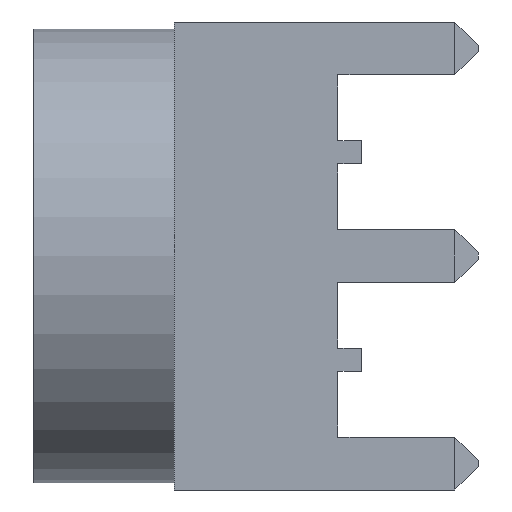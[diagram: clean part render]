
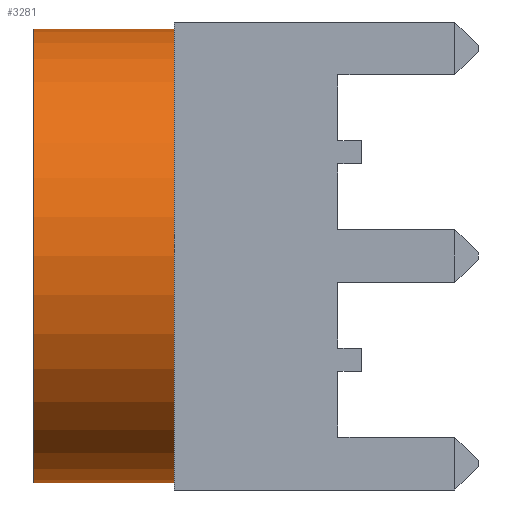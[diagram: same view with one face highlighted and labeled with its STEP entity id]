
A CAD part, left-side view. The second image highlights one B-rep face of the part: STEP entity #3281.
In plain terms, the highlighted cylindrical face has radius 4.85 mm (diameter 9.7 mm), a partial arc.
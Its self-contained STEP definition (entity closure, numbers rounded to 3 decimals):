
#473 = CARTESIAN_POINT ( 'NONE',  ( 0., 7., 4.85 ) ) ;
#521 = CARTESIAN_POINT ( 'NONE',  ( 0., 4., 0. ) ) ;
#543 = VERTEX_POINT ( 'NONE', #473 ) ;
#585 = DIRECTION ( 'NONE',  ( 0., -1., 0. ) ) ;
#613 = EDGE_CURVE ( 'NONE', #4531, #2941, #4754, .T. ) ;
#1460 = ORIENTED_EDGE ( 'NONE', *, *, #613, .T. ) ;
#1553 = FACE_OUTER_BOUND ( 'NONE', #4851, .T. ) ;
#1825 = CIRCLE ( 'NONE', #2106, 4.85 ) ;
#1872 = CARTESIAN_POINT ( 'NONE',  ( 0., -3.954, 0. ) ) ;
#2106 = AXIS2_PLACEMENT_3D ( 'NONE', #2340, #4953, #3218 ) ;
#2340 = CARTESIAN_POINT ( 'NONE',  ( 0., 7., 0. ) ) ;
#2387 = CARTESIAN_POINT ( 'NONE',  ( 0., -3.954, -4.85 ) ) ;
#2621 = CARTESIAN_POINT ( 'NONE',  ( 0., -3.954, 4.85 ) ) ;
#2784 = VERTEX_POINT ( 'NONE', #5522 ) ;
#2926 = ORIENTED_EDGE ( 'NONE', *, *, #5143, .F. ) ;
#2941 = VERTEX_POINT ( 'NONE', #4316 ) ;
#3101 = VECTOR ( 'NONE', #3474, 1000. ) ;
#3125 = CARTESIAN_POINT ( 'NONE',  ( 0., 7., -4.85 ) ) ;
#3174 = CIRCLE ( 'NONE', #4409, 4.85 ) ;
#3218 = DIRECTION ( 'NONE',  ( 0., 0., -1. ) ) ;
#3281 = ADVANCED_FACE ( 'NONE', ( #1553 ), #3600, .T. ) ;
#3474 = DIRECTION ( 'NONE',  ( 0., -1., 0. ) ) ;
#3532 = EDGE_CURVE ( 'NONE', #543, #4531, #1825, .T. ) ;
#3600 = CYLINDRICAL_SURFACE ( 'NONE', #4803, 4.85 ) ;
#3601 = ORIENTED_EDGE ( 'NONE', *, *, #5245, .F. ) ;
#4060 = DIRECTION ( 'NONE',  ( 0., -1., 0. ) ) ;
#4069 = LINE ( 'NONE', #2621, #3101 ) ;
#4316 = CARTESIAN_POINT ( 'NONE',  ( 0., 4., -4.85 ) ) ;
#4409 = AXIS2_PLACEMENT_3D ( 'NONE', #521, #4060, #4469 ) ;
#4469 = DIRECTION ( 'NONE',  ( 0., 0., -1. ) ) ;
#4505 = ORIENTED_EDGE ( 'NONE', *, *, #3532, .T. ) ;
#4531 = VERTEX_POINT ( 'NONE', #3125 ) ;
#4754 = LINE ( 'NONE', #2387, #5041 ) ;
#4803 = AXIS2_PLACEMENT_3D ( 'NONE', #1872, #585, #4967 ) ;
#4851 = EDGE_LOOP ( 'NONE', ( #2926, #4505, #1460, #3601 ) ) ;
#4953 = DIRECTION ( 'NONE',  ( 0., -1., 0. ) ) ;
#4967 = DIRECTION ( 'NONE',  ( 0., 0., -1. ) ) ;
#5041 = VECTOR ( 'NONE', #5495, 1000. ) ;
#5143 = EDGE_CURVE ( 'NONE', #543, #2784, #4069, .T. ) ;
#5245 = EDGE_CURVE ( 'NONE', #2784, #2941, #3174, .T. ) ;
#5495 = DIRECTION ( 'NONE',  ( 0., -1., 0. ) ) ;
#5522 = CARTESIAN_POINT ( 'NONE',  ( 0., 4., 4.85 ) ) ;
